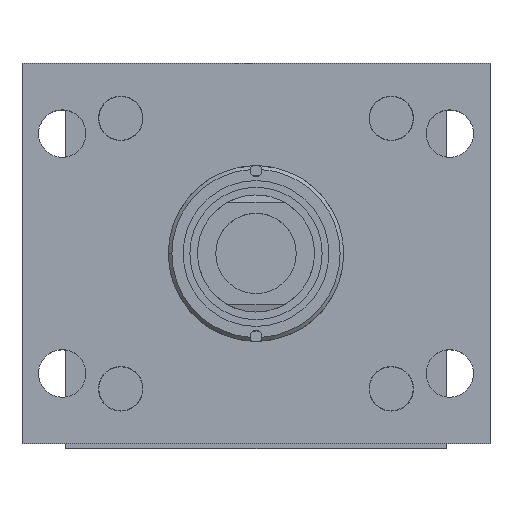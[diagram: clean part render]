
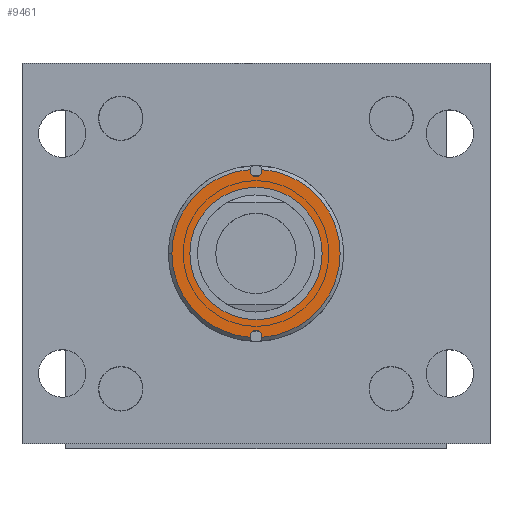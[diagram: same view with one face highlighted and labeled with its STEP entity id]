
A CAD part, top view. The second image highlights one B-rep face of the part: STEP entity #9461.
In plain terms, the highlighted planar face has unit normal (0, 0, 1).
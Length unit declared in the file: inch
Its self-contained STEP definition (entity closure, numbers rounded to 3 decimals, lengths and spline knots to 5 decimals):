
#53 = CARTESIAN_POINT ( 'NONE',  ( 19.3411, 40.98477, -2.93519 ) ) ;
#342 = DIRECTION ( 'NONE',  ( 0., 1., 0. ) ) ;
#363 = AXIS2_PLACEMENT_3D ( 'NONE', #4387, #2746, #10431 ) ;
#406 = DIRECTION ( 'NONE',  ( -1., 0., 0. ) ) ;
#790 = CARTESIAN_POINT ( 'NONE',  ( 19.3411, 41.0137, -2.93519 ) ) ;
#907 = CARTESIAN_POINT ( 'NONE',  ( 19.2471, 43.8257, -2.93519 ) ) ;
#979 = PLANE ( 'NONE',  #363 ) ;
#989 = CARTESIAN_POINT ( 'NONE',  ( 19.1531, 43.55073, -2.93519 ) ) ;
#1012 = LINE ( 'NONE', #9417, #1949 ) ;
#1232 = DIRECTION ( 'NONE',  ( 0., 0., -1. ) ) ;
#1272 = AXIS2_PLACEMENT_3D ( 'NONE', #907, #2565, #6933 ) ;
#1513 = CARTESIAN_POINT ( 'NONE',  ( 19.1531, 43.55073, -2.93519 ) ) ;
#1635 = CARTESIAN_POINT ( 'NONE',  ( 19.3411, 43.85462, -2.93519 ) ) ;
#1688 = AXIS2_PLACEMENT_3D ( 'NONE', #3524, #7733, #8626 ) ;
#1813 = VECTOR ( 'NONE', #4872, 39.37008 ) ;
#1949 = VECTOR ( 'NONE', #5102, 39.37008 ) ;
#1950 = VECTOR ( 'NONE', #2756, 39.37008 ) ;
#2000 = ORIENTED_EDGE ( 'NONE', *, *, #2531, .F. ) ;
#2246 = CARTESIAN_POINT ( 'NONE',  ( 19.2471, 42.4197, -2.93519 ) ) ;
#2257 = VERTEX_POINT ( 'NONE', #3159 ) ;
#2281 = EDGE_CURVE ( 'NONE', #8261, #5470, #8065, .T. ) ;
#2531 = EDGE_CURVE ( 'NONE', #5444, #11028, #6040, .T. ) ;
#2565 = DIRECTION ( 'NONE',  ( 0., 0., 1. ) ) ;
#2579 = LINE ( 'NONE', #9848, #10955 ) ;
#2746 = DIRECTION ( 'NONE',  ( 0., 0., 1. ) ) ;
#2756 = DIRECTION ( 'NONE',  ( 0., 1., 0. ) ) ;
#2797 = DIRECTION ( 'NONE',  ( -1., 0., 0. ) ) ;
#2808 = EDGE_LOOP ( 'NONE', ( #10535, #9194, #9724, #9069, #2000, #5661, #7973, #6287, #5121 ) ) ;
#2916 = VERTEX_POINT ( 'NONE', #1635 ) ;
#2977 = CIRCLE ( 'NONE', #9857, 1.438 ) ;
#2991 = EDGE_CURVE ( 'NONE', #10382, #10136, #1012, .T. ) ;
#3159 = CARTESIAN_POINT ( 'NONE',  ( 20.37814, 42.4197, -2.93519 ) ) ;
#3479 = EDGE_CURVE ( 'NONE', #10013, #2257, #10463, .T. ) ;
#3524 = CARTESIAN_POINT ( 'NONE',  ( 19.2471, 41.0137, -2.93519 ) ) ;
#3701 = FACE_BOUND ( 'NONE', #9728, .T. ) ;
#4013 = ORIENTED_EDGE ( 'NONE', *, *, #8560, .T. ) ;
#4141 = DIRECTION ( 'NONE',  ( -1., 0., 0. ) ) ;
#4387 = CARTESIAN_POINT ( 'NONE',  ( 19.2471, 43.55073, -2.93519 ) ) ;
#4756 = DIRECTION ( 'NONE',  ( 0., 0., -1. ) ) ;
#4872 = DIRECTION ( 'NONE',  ( 0., -1., 0. ) ) ;
#4966 = AXIS2_PLACEMENT_3D ( 'NONE', #4972, #5017, #4141 ) ;
#4972 = CARTESIAN_POINT ( 'NONE',  ( 19.2471, 42.4197, -2.93519 ) ) ;
#5017 = DIRECTION ( 'NONE',  ( 0., 0., -1. ) ) ;
#5102 = DIRECTION ( 'NONE',  ( 0., -1., 0. ) ) ;
#5121 = ORIENTED_EDGE ( 'NONE', *, *, #9357, .F. ) ;
#5338 = DIRECTION ( 'NONE',  ( 0., 0., -1. ) ) ;
#5444 = VERTEX_POINT ( 'NONE', #8244 ) ;
#5470 = VERTEX_POINT ( 'NONE', #5645 ) ;
#5508 = AXIS2_PLACEMENT_3D ( 'NONE', #7110, #5338, #2797 ) ;
#5645 = CARTESIAN_POINT ( 'NONE',  ( 17.8091, 42.4197, -2.93519 ) ) ;
#5661 = ORIENTED_EDGE ( 'NONE', *, *, #8224, .T. ) ;
#6022 = VERTEX_POINT ( 'NONE', #9343 ) ;
#6033 = LINE ( 'NONE', #989, #1950 ) ;
#6040 = CIRCLE ( 'NONE', #1272, 0.094 ) ;
#6256 = CIRCLE ( 'NONE', #1688, 0.094 ) ;
#6287 = ORIENTED_EDGE ( 'NONE', *, *, #2281, .F. ) ;
#6288 = CIRCLE ( 'NONE', #9941, 1.438 ) ;
#6351 = VERTEX_POINT ( 'NONE', #10195 ) ;
#6461 = DIRECTION ( 'NONE',  ( -1., 0., 0. ) ) ;
#6566 = EDGE_CURVE ( 'NONE', #11028, #2916, #2579, .T. ) ;
#6697 = FACE_OUTER_BOUND ( 'NONE', #2808, .T. ) ;
#6933 = DIRECTION ( 'NONE',  ( 1., 0., 0. ) ) ;
#7003 = EDGE_CURVE ( 'NONE', #10382, #6022, #6256, .T. ) ;
#7110 = CARTESIAN_POINT ( 'NONE',  ( 19.2471, 42.4197, -2.93519 ) ) ;
#7227 = CARTESIAN_POINT ( 'NONE',  ( 18.11607, 42.4197, -2.93519 ) ) ;
#7361 = EDGE_CURVE ( 'NONE', #2916, #10136, #2977, .T. ) ;
#7484 = LINE ( 'NONE', #1513, #1813 ) ;
#7733 = DIRECTION ( 'NONE',  ( 0., 0., 1. ) ) ;
#7838 = ORIENTED_EDGE ( 'NONE', *, *, #3479, .T. ) ;
#7973 = ORIENTED_EDGE ( 'NONE', *, *, #7994, .F. ) ;
#7994 = EDGE_CURVE ( 'NONE', #5470, #6351, #6288, .T. ) ;
#8065 = CIRCLE ( 'NONE', #4966, 1.438 ) ;
#8078 = DIRECTION ( 'NONE',  ( -1., 0., 0. ) ) ;
#8224 = EDGE_CURVE ( 'NONE', #5444, #6351, #6033, .T. ) ;
#8244 = CARTESIAN_POINT ( 'NONE',  ( 19.1531, 43.8257, -2.93519 ) ) ;
#8245 = CARTESIAN_POINT ( 'NONE',  ( 19.3411, 43.8257, -2.93519 ) ) ;
#8261 = VERTEX_POINT ( 'NONE', #10583 ) ;
#8560 = EDGE_CURVE ( 'NONE', #2257, #10013, #9536, .T. ) ;
#8626 = DIRECTION ( 'NONE',  ( 1., 0., 0. ) ) ;
#8983 = AXIS2_PLACEMENT_3D ( 'NONE', #10004, #1232, #6461 ) ;
#9069 = ORIENTED_EDGE ( 'NONE', *, *, #6566, .F. ) ;
#9194 = ORIENTED_EDGE ( 'NONE', *, *, #2991, .T. ) ;
#9343 = CARTESIAN_POINT ( 'NONE',  ( 19.1531, 41.0137, -2.93519 ) ) ;
#9357 = EDGE_CURVE ( 'NONE', #6022, #8261, #7484, .T. ) ;
#9417 = CARTESIAN_POINT ( 'NONE',  ( 19.3411, 43.55073, -2.93519 ) ) ;
#9461 = ADVANCED_FACE ( 'NONE', ( #6697, #3701 ), #979, .T. ) ;
#9536 = CIRCLE ( 'NONE', #5508, 1.13104 ) ;
#9724 = ORIENTED_EDGE ( 'NONE', *, *, #7361, .F. ) ;
#9728 = EDGE_LOOP ( 'NONE', ( #7838, #4013 ) ) ;
#9848 = CARTESIAN_POINT ( 'NONE',  ( 19.3411, 43.55073, -2.93519 ) ) ;
#9857 = AXIS2_PLACEMENT_3D ( 'NONE', #10761, #10664, #8078 ) ;
#9941 = AXIS2_PLACEMENT_3D ( 'NONE', #2246, #4756, #406 ) ;
#10004 = CARTESIAN_POINT ( 'NONE',  ( 19.2471, 42.4197, -2.93519 ) ) ;
#10013 = VERTEX_POINT ( 'NONE', #7227 ) ;
#10136 = VERTEX_POINT ( 'NONE', #53 ) ;
#10195 = CARTESIAN_POINT ( 'NONE',  ( 19.1531, 43.85462, -2.93519 ) ) ;
#10382 = VERTEX_POINT ( 'NONE', #790 ) ;
#10431 = DIRECTION ( 'NONE',  ( 1., 0., 0. ) ) ;
#10463 = CIRCLE ( 'NONE', #8983, 1.13104 ) ;
#10535 = ORIENTED_EDGE ( 'NONE', *, *, #7003, .F. ) ;
#10583 = CARTESIAN_POINT ( 'NONE',  ( 19.1531, 40.98477, -2.93519 ) ) ;
#10664 = DIRECTION ( 'NONE',  ( 0., 0., -1. ) ) ;
#10761 = CARTESIAN_POINT ( 'NONE',  ( 19.2471, 42.4197, -2.93519 ) ) ;
#10955 = VECTOR ( 'NONE', #342, 39.37008 ) ;
#11028 = VERTEX_POINT ( 'NONE', #8245 ) ;
